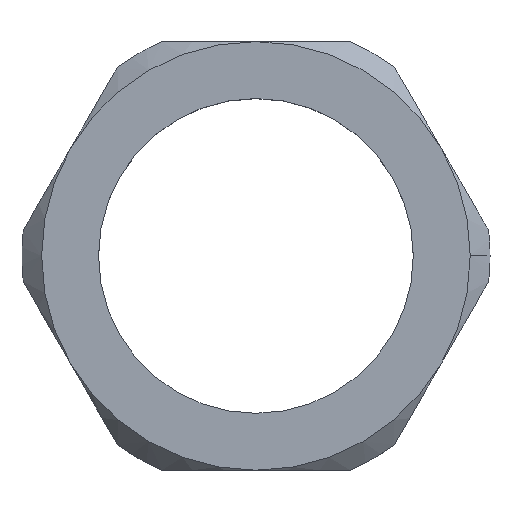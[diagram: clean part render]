
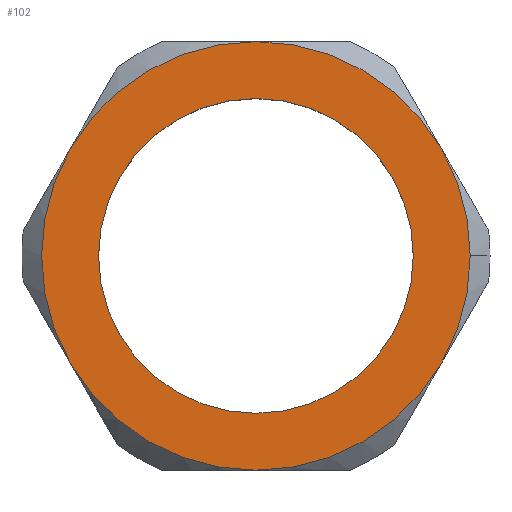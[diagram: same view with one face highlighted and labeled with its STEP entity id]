
A CAD part, top view. The second image highlights one B-rep face of the part: STEP entity #102.
In plain terms, the highlighted planar face has unit normal (0, 0, 1).
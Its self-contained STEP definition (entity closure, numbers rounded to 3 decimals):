
#6 = AXIS2_PLACEMENT_3D ( 'NONE', #441, #440, #439 ) ;
#7 = AXIS2_PLACEMENT_3D ( 'NONE', #444, #443, #442 ) ;
#12 = AXIS2_PLACEMENT_3D ( 'NONE', #438, #437, #436 ) ;
#16 = AXIS2_PLACEMENT_3D ( 'NONE', #450, #446, #445 ) ;
#20 = AXIS2_PLACEMENT_3D ( 'NONE', #471, #467, #466 ) ;
#29 = AXIS2_PLACEMENT_3D ( 'NONE', #655, #654, #653 ) ;
#64 = EDGE_CURVE ( 'NONE', #828, #829, #155, .T. ) ;
#68 = EDGE_CURVE ( 'NONE', #825, #812, #153, .T. ) ;
#75 = EDGE_CURVE ( 'NONE', #812, #825, #149, .T. ) ;
#76 = EDGE_CURVE ( 'NONE', #816, #828, #148, .T. ) ;
#77 = EDGE_CURVE ( 'NONE', #829, #817, #147, .T. ) ;
#78 = EDGE_CURVE ( 'NONE', #810, #818, #146, .T. ) ;
#87 = EDGE_CURVE ( 'NONE', #818, #816, #145, .T. ) ;
#101 = EDGE_CURVE ( 'NONE', #805, #810, #144, .T. ) ;
#102 = ADVANCED_FACE ( 'NONE', ( #494, #496 ), #318, .T. ) ;
#103 = EDGE_CURVE ( 'NONE', #817, #805, #142, .T. ) ;
#142 = CIRCLE ( 'NONE', #482, 16. ) ;
#144 = CIRCLE ( 'NONE', #489, 16. ) ;
#145 = CIRCLE ( 'NONE', #528, 16. ) ;
#146 = CIRCLE ( 'NONE', #12, 16. ) ;
#147 = CIRCLE ( 'NONE', #6, 16. ) ;
#148 = CIRCLE ( 'NONE', #7, 16. ) ;
#149 = CIRCLE ( 'NONE', #16, 11.75 ) ;
#153 = CIRCLE ( 'NONE', #20, 11.75 ) ;
#155 = CIRCLE ( 'NONE', #29, 16. ) ;
#312 = DIRECTION ( 'NONE',  ( 1., 0., 0. ) ) ;
#313 = DIRECTION ( 'NONE',  ( 0., 0., 1. ) ) ;
#314 = CARTESIAN_POINT ( 'NONE',  ( 0., 0., 7. ) ) ;
#315 = DIRECTION ( 'NONE',  ( 1., 0., 0. ) ) ;
#316 = DIRECTION ( 'NONE',  ( 0., 0., 1. ) ) ;
#317 = CARTESIAN_POINT ( 'NONE',  ( 0., 0., 7. ) ) ;
#318 = PLANE ( 'NONE',  #481 ) ;
#319 = DIRECTION ( 'NONE',  ( 1., 0., 0. ) ) ;
#320 = DIRECTION ( 'NONE',  ( 0., 0., 1. ) ) ;
#327 = CARTESIAN_POINT ( 'NONE',  ( 0., 0., 7. ) ) ;
#385 = DIRECTION ( 'NONE',  ( 1., 0., 0. ) ) ;
#386 = DIRECTION ( 'NONE',  ( 0., 0., 1. ) ) ;
#387 = CARTESIAN_POINT ( 'NONE',  ( 0., 0., 7. ) ) ;
#436 = DIRECTION ( 'NONE',  ( 1., 0., 0. ) ) ;
#437 = DIRECTION ( 'NONE',  ( 0., 0., 1. ) ) ;
#438 = CARTESIAN_POINT ( 'NONE',  ( 0., 0., 7. ) ) ;
#439 = DIRECTION ( 'NONE',  ( 1., 0., 0. ) ) ;
#440 = DIRECTION ( 'NONE',  ( 0., 0., 1. ) ) ;
#441 = CARTESIAN_POINT ( 'NONE',  ( 0., 0., 7. ) ) ;
#442 = DIRECTION ( 'NONE',  ( 1., 0., 0. ) ) ;
#443 = DIRECTION ( 'NONE',  ( 0., 0., 1. ) ) ;
#444 = CARTESIAN_POINT ( 'NONE',  ( 0., 0., 7. ) ) ;
#445 = DIRECTION ( 'NONE',  ( 1., 0., 0. ) ) ;
#446 = DIRECTION ( 'NONE',  ( 0., 0., 1. ) ) ;
#450 = CARTESIAN_POINT ( 'NONE',  ( 0., 0., 7. ) ) ;
#466 = DIRECTION ( 'NONE',  ( 1., 0., 0. ) ) ;
#467 = DIRECTION ( 'NONE',  ( 0., 0., 1. ) ) ;
#471 = CARTESIAN_POINT ( 'NONE',  ( 0., 0., 7. ) ) ;
#481 = AXIS2_PLACEMENT_3D ( 'NONE', #317, #316, #315 ) ;
#482 = AXIS2_PLACEMENT_3D ( 'NONE', #314, #313, #312 ) ;
#489 = AXIS2_PLACEMENT_3D ( 'NONE', #327, #320, #319 ) ;
#494 = FACE_BOUND ( 'NONE', #770, .T. ) ;
#496 = FACE_OUTER_BOUND ( 'NONE', #772, .T. ) ;
#528 = AXIS2_PLACEMENT_3D ( 'NONE', #387, #386, #385 ) ;
#581 = CARTESIAN_POINT ( 'NONE',  ( -13.856, 8., 7. ) ) ;
#586 = CARTESIAN_POINT ( 'NONE',  ( -13.856, -8., 7. ) ) ;
#588 = CARTESIAN_POINT ( 'NONE',  ( 11.75, 0., 7. ) ) ;
#592 = CARTESIAN_POINT ( 'NONE',  ( 13.856, -8., 7. ) ) ;
#593 = CARTESIAN_POINT ( 'NONE',  ( 0., 16., 7. ) ) ;
#594 = CARTESIAN_POINT ( 'NONE',  ( 0., -16., 7. ) ) ;
#601 = CARTESIAN_POINT ( 'NONE',  ( -11.75, 0., 7. ) ) ;
#604 = CARTESIAN_POINT ( 'NONE',  ( 16., 0., 7. ) ) ;
#605 = CARTESIAN_POINT ( 'NONE',  ( 13.856, 8., 7. ) ) ;
#653 = DIRECTION ( 'NONE',  ( 1., 0., 0. ) ) ;
#654 = DIRECTION ( 'NONE',  ( 0., 0., 1. ) ) ;
#655 = CARTESIAN_POINT ( 'NONE',  ( 0., 0., 7. ) ) ;
#761 = ORIENTED_EDGE ( 'NONE', *, *, #68, .F. ) ;
#762 = ORIENTED_EDGE ( 'NONE', *, *, #77, .T. ) ;
#763 = ORIENTED_EDGE ( 'NONE', *, *, #75, .F. ) ;
#764 = ORIENTED_EDGE ( 'NONE', *, *, #76, .T. ) ;
#765 = ORIENTED_EDGE ( 'NONE', *, *, #64, .T. ) ;
#766 = ORIENTED_EDGE ( 'NONE', *, *, #101, .T. ) ;
#767 = ORIENTED_EDGE ( 'NONE', *, *, #103, .T. ) ;
#770 = EDGE_LOOP ( 'NONE', ( #761, #763 ) ) ;
#772 = EDGE_LOOP ( 'NONE', ( #764, #765, #762, #767, #766, #851, #857 ) ) ;
#805 = VERTEX_POINT ( 'NONE', #581 ) ;
#810 = VERTEX_POINT ( 'NONE', #586 ) ;
#812 = VERTEX_POINT ( 'NONE', #588 ) ;
#816 = VERTEX_POINT ( 'NONE', #592 ) ;
#817 = VERTEX_POINT ( 'NONE', #593 ) ;
#818 = VERTEX_POINT ( 'NONE', #594 ) ;
#825 = VERTEX_POINT ( 'NONE', #601 ) ;
#828 = VERTEX_POINT ( 'NONE', #604 ) ;
#829 = VERTEX_POINT ( 'NONE', #605 ) ;
#851 = ORIENTED_EDGE ( 'NONE', *, *, #78, .T. ) ;
#857 = ORIENTED_EDGE ( 'NONE', *, *, #87, .T. ) ;
